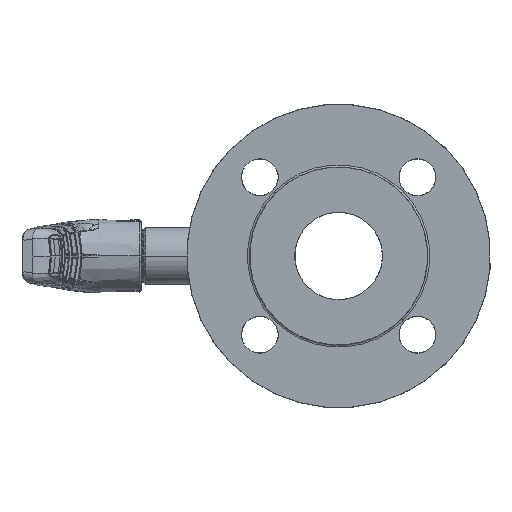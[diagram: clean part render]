
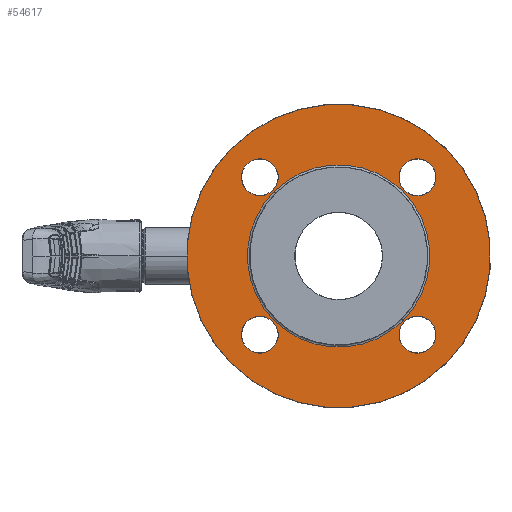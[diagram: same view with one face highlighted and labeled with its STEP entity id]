
A CAD part, left-side view. The second image highlights one B-rep face of the part: STEP entity #54617.
In plain terms, the highlighted planar face has unit normal (-1, 0, 0).
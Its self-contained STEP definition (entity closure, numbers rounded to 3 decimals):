
#726 = AXIS2_PLACEMENT_3D ( 'NONE', #34229, #16496, #47918 ) ;
#1512 = AXIS2_PLACEMENT_3D ( 'NONE', #56020, #10878, #33685 ) ;
#2539 = AXIS2_PLACEMENT_3D ( 'NONE', #48156, #57183, #7306 ) ;
#2566 = CIRCLE ( 'NONE', #13649, 74.9 ) ;
#2926 = CARTESIAN_POINT ( 'NONE',  ( -97., 38.891, -38.891 ) ) ;
#2933 = ORIENTED_EDGE ( 'NONE', *, *, #19960, .T. ) ;
#3604 = CARTESIAN_POINT ( 'NONE',  ( -97., -32.456, 45.326 ) ) ;
#3607 = VERTEX_POINT ( 'NONE', #35870 ) ;
#3829 = FACE_BOUND ( 'NONE', #8722, .T. ) ;
#4189 = DIRECTION ( 'NONE',  ( 0., 0.707, 0.707 ) ) ;
#4357 = EDGE_CURVE ( 'NONE', #40248, #56059, #44702, .T. ) ;
#5173 = CIRCLE ( 'NONE', #726, 9.1 ) ;
#6032 = CARTESIAN_POINT ( 'NONE',  ( -97., 52.962, 52.962 ) ) ;
#6630 = VERTEX_POINT ( 'NONE', #22189 ) ;
#7023 = ORIENTED_EDGE ( 'NONE', *, *, #43607, .T. ) ;
#7055 = CARTESIAN_POINT ( 'NONE',  ( -97., -52.962, -52.962 ) ) ;
#7306 = DIRECTION ( 'NONE',  ( 0., -0.707, -0.707 ) ) ;
#7876 = DIRECTION ( 'NONE',  ( 0., -0.707, -0.707 ) ) ;
#8186 = CARTESIAN_POINT ( 'NONE',  ( -97., -31.82, -31.82 ) ) ;
#8407 = CIRCLE ( 'NONE', #53742, 9.1 ) ;
#8722 = EDGE_LOOP ( 'NONE', ( #54515, #55692 ) ) ;
#10878 = DIRECTION ( 'NONE',  ( 1., 0., 0. ) ) ;
#11174 = DIRECTION ( 'NONE',  ( 0., -0.707, -0.707 ) ) ;
#11408 = CIRCLE ( 'NONE', #26792, 74.9 ) ;
#11527 = VERTEX_POINT ( 'NONE', #6032 ) ;
#12377 = VERTEX_POINT ( 'NONE', #26242 ) ;
#12970 = FACE_BOUND ( 'NONE', #46236, .T. ) ;
#13649 = AXIS2_PLACEMENT_3D ( 'NONE', #50639, #28349, #11174 ) ;
#14334 = CARTESIAN_POINT ( 'NONE',  ( -97., -32.456, -32.456 ) ) ;
#16096 = CIRCLE ( 'NONE', #49068, 9.1 ) ;
#16102 = DIRECTION ( 'NONE',  ( 0., -0.707, -0.707 ) ) ;
#16496 = DIRECTION ( 'NONE',  ( 1., 0., 0. ) ) ;
#18268 = EDGE_LOOP ( 'NONE', ( #27043, #32546 ) ) ;
#18615 = FACE_BOUND ( 'NONE', #36426, .T. ) ;
#19665 = EDGE_CURVE ( 'NONE', #49429, #3607, #16096, .T. ) ;
#19672 = VERTEX_POINT ( 'NONE', #3604 ) ;
#19870 = CARTESIAN_POINT ( 'NONE',  ( -97., -45.326, 32.456 ) ) ;
#19960 = EDGE_CURVE ( 'NONE', #3607, #49429, #5173, .T. ) ;
#21060 = EDGE_CURVE ( 'NONE', #24622, #11527, #11408, .T. ) ;
#21525 = CARTESIAN_POINT ( 'NONE',  ( -97., 0., 0. ) ) ;
#21885 = VERTEX_POINT ( 'NONE', #8186 ) ;
#21996 = ORIENTED_EDGE ( 'NONE', *, *, #21060, .T. ) ;
#22189 = CARTESIAN_POINT ( 'NONE',  ( -97., 45.326, -32.456 ) ) ;
#22898 = CARTESIAN_POINT ( 'NONE',  ( -97., 0., 0. ) ) ;
#23179 = DIRECTION ( 'NONE',  ( 1., 0., 0. ) ) ;
#23706 = DIRECTION ( 'NONE',  ( 1., 0., 0. ) ) ;
#24622 = VERTEX_POINT ( 'NONE', #7055 ) ;
#25413 = EDGE_CURVE ( 'NONE', #56307, #19672, #8407, .T. ) ;
#25694 = ORIENTED_EDGE ( 'NONE', *, *, #55591, .T. ) ;
#25700 = CARTESIAN_POINT ( 'NONE',  ( -97., -45.326, -45.326 ) ) ;
#25824 = DIRECTION ( 'NONE',  ( 1., 0., 0. ) ) ;
#25882 = DIRECTION ( 'NONE',  ( 1., 0., 0. ) ) ;
#26242 = CARTESIAN_POINT ( 'NONE',  ( -97., 32.456, -45.326 ) ) ;
#26792 = AXIS2_PLACEMENT_3D ( 'NONE', #21525, #35077, #39569 ) ;
#27043 = ORIENTED_EDGE ( 'NONE', *, *, #32343, .F. ) ;
#27195 = ORIENTED_EDGE ( 'NONE', *, *, #55159, .T. ) ;
#27537 = CARTESIAN_POINT ( 'NONE',  ( -97., 38.891, -38.891 ) ) ;
#28256 = AXIS2_PLACEMENT_3D ( 'NONE', #27537, #23179, #32032 ) ;
#28258 = DIRECTION ( 'NONE',  ( -1., 0., 0. ) ) ;
#28349 = DIRECTION ( 'NONE',  ( -1., 0., 0. ) ) ;
#29778 = CIRCLE ( 'NONE', #48795, 45. ) ;
#29847 = CIRCLE ( 'NONE', #56372, 9.1 ) ;
#30014 = PLANE ( 'NONE',  #2539 ) ;
#30028 = DIRECTION ( 'NONE',  ( 0., -0.707, -0.707 ) ) ;
#31729 = DIRECTION ( 'NONE',  ( -1., 0., 0. ) ) ;
#32032 = DIRECTION ( 'NONE',  ( 0., -0.707, -0.707 ) ) ;
#32284 = CIRCLE ( 'NONE', #58003, 45. ) ;
#32343 = EDGE_CURVE ( 'NONE', #52482, #21885, #29778, .T. ) ;
#32546 = ORIENTED_EDGE ( 'NONE', *, *, #57645, .F. ) ;
#33517 = CARTESIAN_POINT ( 'NONE',  ( -97., 0., 0. ) ) ;
#33685 = DIRECTION ( 'NONE',  ( 0., -0.707, -0.707 ) ) ;
#34064 = FACE_BOUND ( 'NONE', #57927, .T. ) ;
#34229 = CARTESIAN_POINT ( 'NONE',  ( -97., 38.891, 38.891 ) ) ;
#35077 = DIRECTION ( 'NONE',  ( -1., 0., 0. ) ) ;
#35870 = CARTESIAN_POINT ( 'NONE',  ( -97., 45.326, 45.326 ) ) ;
#36426 = EDGE_LOOP ( 'NONE', ( #2933, #41533 ) ) ;
#36847 = DIRECTION ( 'NONE',  ( 0., -0.707, -0.707 ) ) ;
#37569 = CARTESIAN_POINT ( 'NONE',  ( -97., 31.82, 31.82 ) ) ;
#38320 = CARTESIAN_POINT ( 'NONE',  ( -97., 32.456, 32.456 ) ) ;
#39107 = ORIENTED_EDGE ( 'NONE', *, *, #25413, .T. ) ;
#39273 = EDGE_CURVE ( 'NONE', #56059, #40248, #47150, .T. ) ;
#39569 = DIRECTION ( 'NONE',  ( 0., -0.707, -0.707 ) ) ;
#39917 = DIRECTION ( 'NONE',  ( 0., -0.707, -0.707 ) ) ;
#40143 = AXIS2_PLACEMENT_3D ( 'NONE', #50342, #23706, #36847 ) ;
#40248 = VERTEX_POINT ( 'NONE', #14334 ) ;
#41365 = EDGE_CURVE ( 'NONE', #11527, #24622, #2566, .T. ) ;
#41533 = ORIENTED_EDGE ( 'NONE', *, *, #19665, .T. ) ;
#41951 = DIRECTION ( 'NONE',  ( 0., 0.707, 0.707 ) ) ;
#42518 = FACE_BOUND ( 'NONE', #18268, .T. ) ;
#42740 = AXIS2_PLACEMENT_3D ( 'NONE', #48690, #25824, #39917 ) ;
#43088 = CARTESIAN_POINT ( 'NONE',  ( -97., -38.891, 38.891 ) ) ;
#43459 = DIRECTION ( 'NONE',  ( 1., 0., 0. ) ) ;
#43607 = EDGE_CURVE ( 'NONE', #19672, #56307, #53775, .T. ) ;
#43907 = CARTESIAN_POINT ( 'NONE',  ( -97., 38.891, 38.891 ) ) ;
#44702 = CIRCLE ( 'NONE', #40143, 9.1 ) ;
#46236 = EDGE_LOOP ( 'NONE', ( #7023, #39107 ) ) ;
#47150 = CIRCLE ( 'NONE', #1512, 9.1 ) ;
#47391 = FACE_OUTER_BOUND ( 'NONE', #57613, .T. ) ;
#47918 = DIRECTION ( 'NONE',  ( 0., -0.707, -0.707 ) ) ;
#48156 = CARTESIAN_POINT ( 'NONE',  ( -97., 53.033, -53.033 ) ) ;
#48690 = CARTESIAN_POINT ( 'NONE',  ( -97., -38.891, 38.891 ) ) ;
#48795 = AXIS2_PLACEMENT_3D ( 'NONE', #33517, #28258, #41951 ) ;
#49068 = AXIS2_PLACEMENT_3D ( 'NONE', #43907, #25882, #30028 ) ;
#49348 = CIRCLE ( 'NONE', #28256, 9.1 ) ;
#49429 = VERTEX_POINT ( 'NONE', #38320 ) ;
#50342 = CARTESIAN_POINT ( 'NONE',  ( -97., -38.891, -38.891 ) ) ;
#50639 = CARTESIAN_POINT ( 'NONE',  ( -97., 0., 0. ) ) ;
#52482 = VERTEX_POINT ( 'NONE', #37569 ) ;
#53742 = AXIS2_PLACEMENT_3D ( 'NONE', #43088, #43459, #7876 ) ;
#53775 = CIRCLE ( 'NONE', #42740, 9.1 ) ;
#54515 = ORIENTED_EDGE ( 'NONE', *, *, #4357, .T. ) ;
#54617 = ADVANCED_FACE ( 'NONE', ( #47391, #18615, #12970, #3829, #34064, #42518 ), #30014, .F. ) ;
#55159 = EDGE_CURVE ( 'NONE', #6630, #12377, #29847, .T. ) ;
#55591 = EDGE_CURVE ( 'NONE', #12377, #6630, #49348, .T. ) ;
#55692 = ORIENTED_EDGE ( 'NONE', *, *, #39273, .T. ) ;
#56020 = CARTESIAN_POINT ( 'NONE',  ( -97., -38.891, -38.891 ) ) ;
#56059 = VERTEX_POINT ( 'NONE', #25700 ) ;
#56139 = DIRECTION ( 'NONE',  ( 1., 0., 0. ) ) ;
#56307 = VERTEX_POINT ( 'NONE', #19870 ) ;
#56372 = AXIS2_PLACEMENT_3D ( 'NONE', #2926, #56139, #16102 ) ;
#56418 = ORIENTED_EDGE ( 'NONE', *, *, #41365, .T. ) ;
#57183 = DIRECTION ( 'NONE',  ( 1., 0., 0. ) ) ;
#57613 = EDGE_LOOP ( 'NONE', ( #21996, #56418 ) ) ;
#57645 = EDGE_CURVE ( 'NONE', #21885, #52482, #32284, .T. ) ;
#57927 = EDGE_LOOP ( 'NONE', ( #27195, #25694 ) ) ;
#58003 = AXIS2_PLACEMENT_3D ( 'NONE', #22898, #31729, #4189 ) ;
